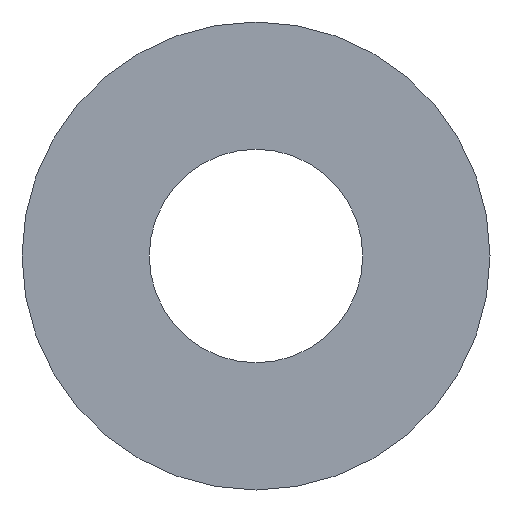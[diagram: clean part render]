
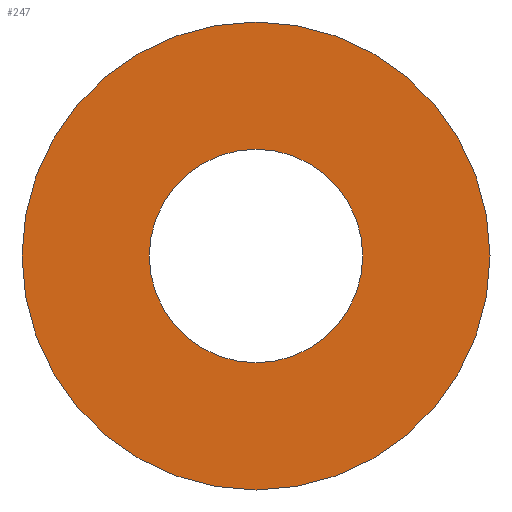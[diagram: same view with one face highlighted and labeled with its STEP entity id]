
A CAD part, front view. The second image highlights one B-rep face of the part: STEP entity #247.
In plain terms, the highlighted planar face has unit normal (0, -1, 0).
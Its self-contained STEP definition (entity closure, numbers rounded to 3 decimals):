
#7 = CARTESIAN_POINT ( 'NONE',  ( 0., 0., -111.8 ) ) ;
#8 = CARTESIAN_POINT ( 'NONE',  ( 0., 0., 0. ) ) ;
#16 = ORIENTED_EDGE ( 'NONE', *, *, #51, .T. ) ;
#32 = CIRCLE ( 'NONE', #125, 51. ) ;
#47 = EDGE_CURVE ( 'NONE', #92, #154, #79, .T. ) ;
#49 = AXIS2_PLACEMENT_3D ( 'NONE', #8, #235, #151 ) ;
#51 = EDGE_CURVE ( 'NONE', #115, #229, #32, .T. ) ;
#58 = CARTESIAN_POINT ( 'NONE',  ( 0., 0., 51. ) ) ;
#79 = CIRCLE ( 'NONE', #149, 111.8 ) ;
#92 = VERTEX_POINT ( 'NONE', #104 ) ;
#95 = ORIENTED_EDGE ( 'NONE', *, *, #239, .T. ) ;
#97 = EDGE_CURVE ( 'NONE', #154, #92, #236, .T. ) ;
#99 = DIRECTION ( 'NONE',  ( 0., 1., 0. ) ) ;
#101 = DIRECTION ( 'NONE',  ( 0., 0., 1. ) ) ;
#104 = CARTESIAN_POINT ( 'NONE',  ( 0., 0., 111.8 ) ) ;
#112 = EDGE_LOOP ( 'NONE', ( #178, #207 ) ) ;
#115 = VERTEX_POINT ( 'NONE', #202 ) ;
#124 = DIRECTION ( 'NONE',  ( 0., 1., 0. ) ) ;
#125 = AXIS2_PLACEMENT_3D ( 'NONE', #179, #146, #101 ) ;
#140 = DIRECTION ( 'NONE',  ( 0., 0., 1. ) ) ;
#146 = DIRECTION ( 'NONE',  ( 0., 1., 0. ) ) ;
#148 = FACE_OUTER_BOUND ( 'NONE', #112, .T. ) ;
#149 = AXIS2_PLACEMENT_3D ( 'NONE', #216, #99, #140 ) ;
#151 = DIRECTION ( 'NONE',  ( 0., 0., 1. ) ) ;
#153 = FACE_BOUND ( 'NONE', #194, .T. ) ;
#154 = VERTEX_POINT ( 'NONE', #7 ) ;
#165 = CIRCLE ( 'NONE', #49, 51. ) ;
#169 = DIRECTION ( 'NONE',  ( 0., 0., 1. ) ) ;
#178 = ORIENTED_EDGE ( 'NONE', *, *, #97, .F. ) ;
#179 = CARTESIAN_POINT ( 'NONE',  ( 0., 0., 0. ) ) ;
#181 = DIRECTION ( 'NONE',  ( 0., 0., 1. ) ) ;
#191 = DIRECTION ( 'NONE',  ( 0., 1., 0. ) ) ;
#194 = EDGE_LOOP ( 'NONE', ( #16, #95 ) ) ;
#196 = AXIS2_PLACEMENT_3D ( 'NONE', #240, #191, #169 ) ;
#199 = CARTESIAN_POINT ( 'NONE',  ( 0., 0., 0. ) ) ;
#202 = CARTESIAN_POINT ( 'NONE',  ( 0., 0., -51. ) ) ;
#207 = ORIENTED_EDGE ( 'NONE', *, *, #47, .F. ) ;
#216 = CARTESIAN_POINT ( 'NONE',  ( 0., 0., 0. ) ) ;
#217 = PLANE ( 'NONE',  #196 ) ;
#229 = VERTEX_POINT ( 'NONE', #58 ) ;
#235 = DIRECTION ( 'NONE',  ( 0., 1., 0. ) ) ;
#236 = CIRCLE ( 'NONE', #248, 111.8 ) ;
#239 = EDGE_CURVE ( 'NONE', #229, #115, #165, .T. ) ;
#240 = CARTESIAN_POINT ( 'NONE',  ( 0., 0., 0. ) ) ;
#247 = ADVANCED_FACE ( 'NONE', ( #148, #153 ), #217, .F. ) ;
#248 = AXIS2_PLACEMENT_3D ( 'NONE', #199, #124, #181 ) ;
